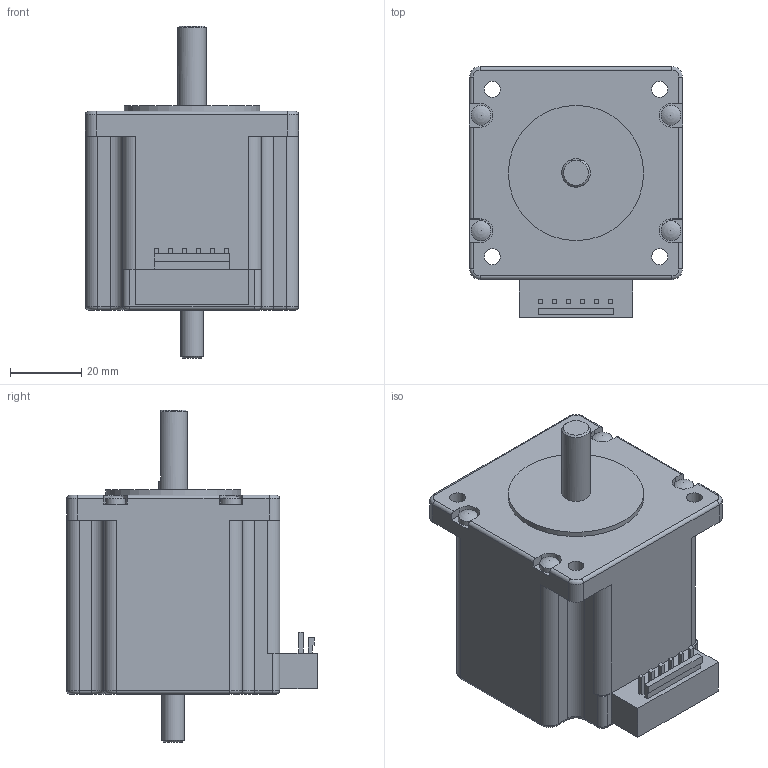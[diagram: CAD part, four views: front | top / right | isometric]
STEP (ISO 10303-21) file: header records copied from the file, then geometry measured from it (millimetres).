
FILE_DESCRIPTION(/* description */ (''),/* implementation_level */ '2;1');
FILE_NAME(/* name */ 'SCB6018M4204-B.stp',/* time_stamp */ '2021-11-08T09:34:42+01:00',/* author */ ('guhaibo'),/* organization */ ('Nanotec GmbH & Co. KG'),/* preprocessor_version */ 'ST-DEVELOPER v17.2',/* originating_system */ 'Autodesk Inventor 2019',/* authorisation */ '');
FILE_SCHEMA (('AUTOMOTIVE_DESIGN { 1 0 10303 214 3 1 1 }'));
Length unit declared in the file: millimetre
Products named in the file (1): SCB6018M4204-B
Bounding box: 60 x 70.6 x 93.5 mm (x, y, z)
Volume: 185522.6 mm3; surface area: 22343.6 mm2
Topology: 1 solids, 1 shells, 158 faces, 411 edges, 267 vertices
Faces by surface type: plane 80, cylinder 55, torus 14, sphere 4, cone 3, bspline 2
Full cylindrical faces by diameter (mm): 2.05 x2, 4.5 x4, 5.6 x4, 6.35 x1, 8 x1, 38.1 x1
Entity records: 4913 total; most frequent: DIRECTION 870, CARTESIAN_POINT 864, ORIENTED_EDGE 814, EDGE_CURVE 407, AXIS2_PLACEMENT_3D 308, VERTEX_POINT 267, LINE 254, VECTOR 254
